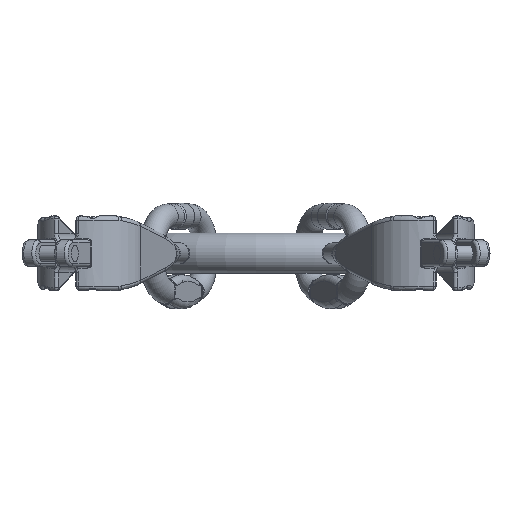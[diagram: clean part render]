
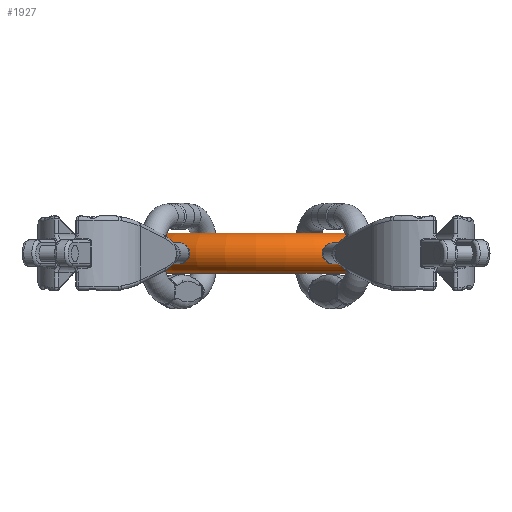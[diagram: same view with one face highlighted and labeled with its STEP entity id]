
A CAD part, front view. The second image highlights one B-rep face of the part: STEP entity #1927.
In plain terms, the highlighted toroidal (fillet/blend) face has major radius 103.5 mm and minor radius 13.5 mm.
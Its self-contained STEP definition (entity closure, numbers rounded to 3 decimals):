
#1847=TOROIDAL_SURFACE('',#16624,103.5,13.5);
#1927=ADVANCED_FACE('',(#5965,#5966),#1847,.T.);
#5965=FACE_BOUND('',#6051,.T.);
#5966=FACE_BOUND('',#6052,.T.);
#6051=EDGE_LOOP('',(#7165));
#6052=EDGE_LOOP('',(#7166));
#7165=ORIENTED_EDGE('',*,*,#13521,.T.);
#7166=ORIENTED_EDGE('',*,*,#13559,.F.);
#12027=VERTEX_POINT('',#21579);
#12065=VERTEX_POINT('',#21837);
#13521=EDGE_CURVE('',#12027,#12027,#15973,.T.);
#13559=EDGE_CURVE('',#12065,#12065,#15975,.T.);
#15973=CIRCLE('',#16606,13.5);
#15975=CIRCLE('',#16618,13.5);
#16606=AXIS2_PLACEMENT_3D('',#21578,#17971,#17972);
#16618=AXIS2_PLACEMENT_3D('',#21836,#18003,#18004);
#16624=AXIS2_PLACEMENT_3D('',#21846,#18015,#18016);
#17971=DIRECTION('',(0.,-1.,0.));
#17972=DIRECTION('',(1.,0.,0.));
#18003=DIRECTION('',(0.,1.,0.));
#18004=DIRECTION('',(-1.,0.,0.));
#18015=DIRECTION('',(0.,0.,1.));
#18016=DIRECTION('',(1.,0.,0.));
#21578=CARTESIAN_POINT('',(-103.5,-80.,0.));
#21579=CARTESIAN_POINT('',(-90.,-80.,0.));
#21836=CARTESIAN_POINT('',(103.5,-80.,0.));
#21837=CARTESIAN_POINT('',(90.,-80.,0.));
#21846=CARTESIAN_POINT('',(0.,-80.,0.));
